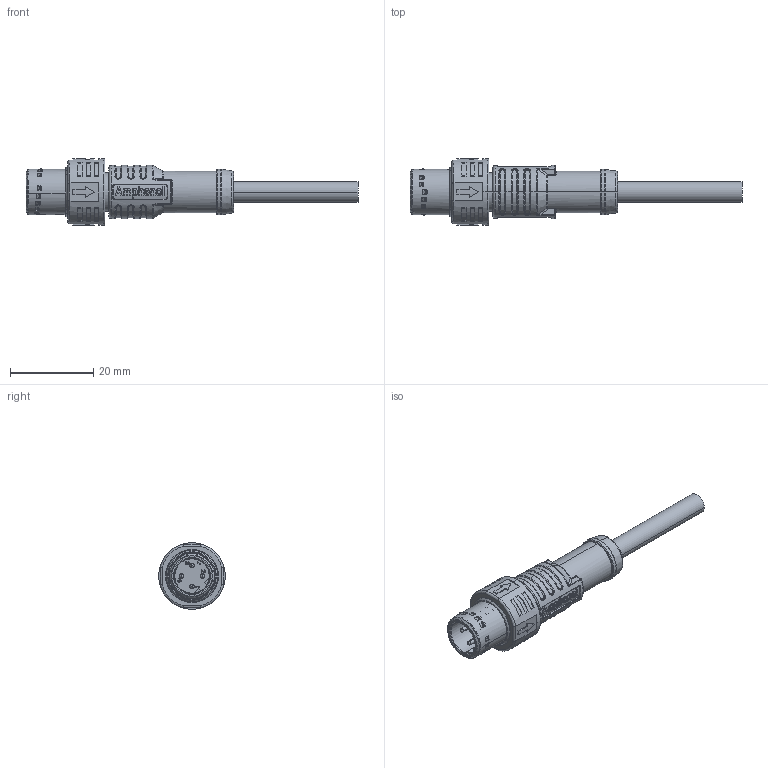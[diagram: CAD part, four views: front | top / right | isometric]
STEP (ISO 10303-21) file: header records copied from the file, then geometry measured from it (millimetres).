
FILE_DESCRIPTION (( 'STEP AP203' ), '1' );
FILE_NAME ('M12D-04BMMM-PL8D01AD.step', '2025-07-22T20:16:56', ( '' ), ( '' ), 'SwSTEP 2.0', 'SolidWorks 2024', '' );
FILE_SCHEMA (( 'CONFIG_CONTROL_DESIGN' ));
Length unit declared in the file: millimetre
Products named in the file (1): M12D-04BMMM-PL8D01AD
Bounding box: 80 x 16 x 16 mm (x, y, z)
Volume: 5399.2 mm3; surface area: 5960.7 mm2
Topology: 1 solids, 1 shells, 2139 faces, 6075 edges, 3929 vertices
Faces by surface type: plane 996, cylinder 644, cone 173, bspline 166, torus 154, sphere 6
Entity records: 88056 total; most frequent: CARTESIAN_POINT 34165, ORIENTED_EDGE 12130, DIRECTION 10326, EDGE_CURVE 6065, VERTEX_POINT 3925, AXIS2_PLACEMENT_3D 3703, VECTOR 2920, LINE 2920
